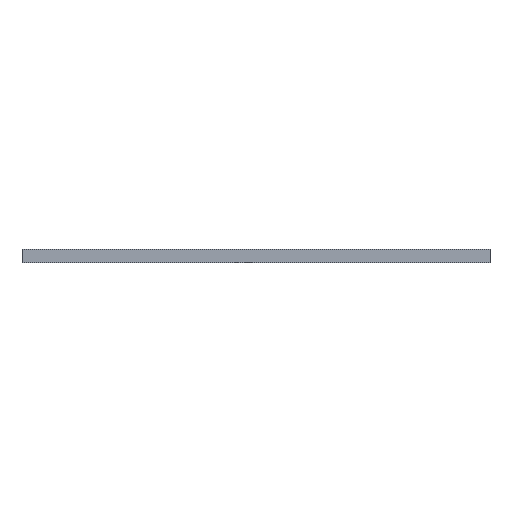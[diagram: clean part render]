
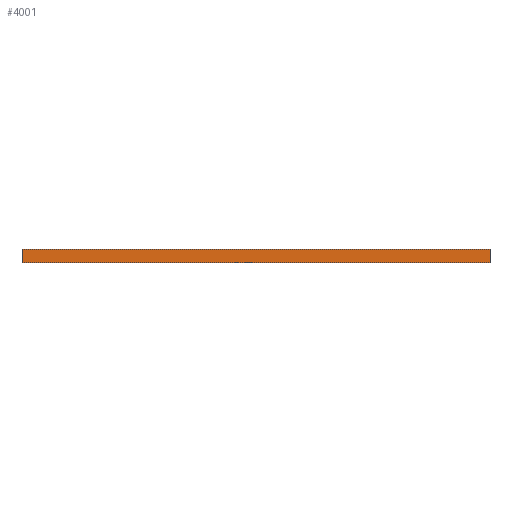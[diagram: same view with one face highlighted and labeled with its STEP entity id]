
A CAD part, left-side view. The second image highlights one B-rep face of the part: STEP entity #4001.
In plain terms, the highlighted planar face has unit normal (-1, 0, 0).
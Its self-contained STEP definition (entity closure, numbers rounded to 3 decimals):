
#89 = LINE ( 'NONE', #4163, #3266 ) ;
#236 = ORIENTED_EDGE ( 'NONE', *, *, #3421, .F. ) ;
#290 = LINE ( 'NONE', #3440, #2626 ) ;
#827 = VERTEX_POINT ( 'NONE', #9536 ) ;
#984 = EDGE_LOOP ( 'NONE', ( #8783, #236, #4376, #9464 ) ) ;
#1046 = LINE ( 'NONE', #3418, #5497 ) ;
#1074 = VERTEX_POINT ( 'NONE', #7034 ) ;
#1398 = PLANE ( 'NONE',  #7006 ) ;
#2079 = CARTESIAN_POINT ( 'NONE',  ( 33., 30., 3. ) ) ;
#2579 = LINE ( 'NONE', #5743, #6882 ) ;
#2626 = VECTOR ( 'NONE', #8971, 1000. ) ;
#3266 = VECTOR ( 'NONE', #6389, 1000. ) ;
#3418 = CARTESIAN_POINT ( 'NONE',  ( 33., 18., 3. ) ) ;
#3421 = EDGE_CURVE ( 'NONE', #1074, #8577, #1046, .T. ) ;
#3440 = CARTESIAN_POINT ( 'NONE',  ( 33., 18., 3. ) ) ;
#3842 = DIRECTION ( 'NONE',  ( 0., 1., 0. ) ) ;
#4001 = ADVANCED_FACE ( 'NONE', ( #8490 ), #1398, .F. ) ;
#4163 = CARTESIAN_POINT ( 'NONE',  ( 33., 30., 0. ) ) ;
#4376 = ORIENTED_EDGE ( 'NONE', *, *, #10035, .F. ) ;
#4958 = VERTEX_POINT ( 'NONE', #8980 ) ;
#5387 = DIRECTION ( 'NONE',  ( 1., 0., 0. ) ) ;
#5497 = VECTOR ( 'NONE', #9723, 1000. ) ;
#5743 = CARTESIAN_POINT ( 'NONE',  ( 33., 121., 3. ) ) ;
#5835 = EDGE_CURVE ( 'NONE', #827, #4958, #2579, .T. ) ;
#6389 = DIRECTION ( 'NONE',  ( 0., -1., 0. ) ) ;
#6882 = VECTOR ( 'NONE', #8895, 1000. ) ;
#7006 = AXIS2_PLACEMENT_3D ( 'NONE', #2079, #5387, #3842 ) ;
#7034 = CARTESIAN_POINT ( 'NONE',  ( 33., 18., 3. ) ) ;
#7376 = CARTESIAN_POINT ( 'NONE',  ( 33., 18., 0. ) ) ;
#7793 = EDGE_CURVE ( 'NONE', #4958, #8577, #89, .T. ) ;
#8490 = FACE_OUTER_BOUND ( 'NONE', #984, .T. ) ;
#8577 = VERTEX_POINT ( 'NONE', #7376 ) ;
#8783 = ORIENTED_EDGE ( 'NONE', *, *, #7793, .T. ) ;
#8895 = DIRECTION ( 'NONE',  ( 0., 0., -1. ) ) ;
#8971 = DIRECTION ( 'NONE',  ( 0., -1., 0. ) ) ;
#8980 = CARTESIAN_POINT ( 'NONE',  ( 33., 121., 0. ) ) ;
#9464 = ORIENTED_EDGE ( 'NONE', *, *, #5835, .T. ) ;
#9536 = CARTESIAN_POINT ( 'NONE',  ( 33., 121., 3. ) ) ;
#9723 = DIRECTION ( 'NONE',  ( 0., 0., -1. ) ) ;
#10035 = EDGE_CURVE ( 'NONE', #827, #1074, #290, .T. ) ;
